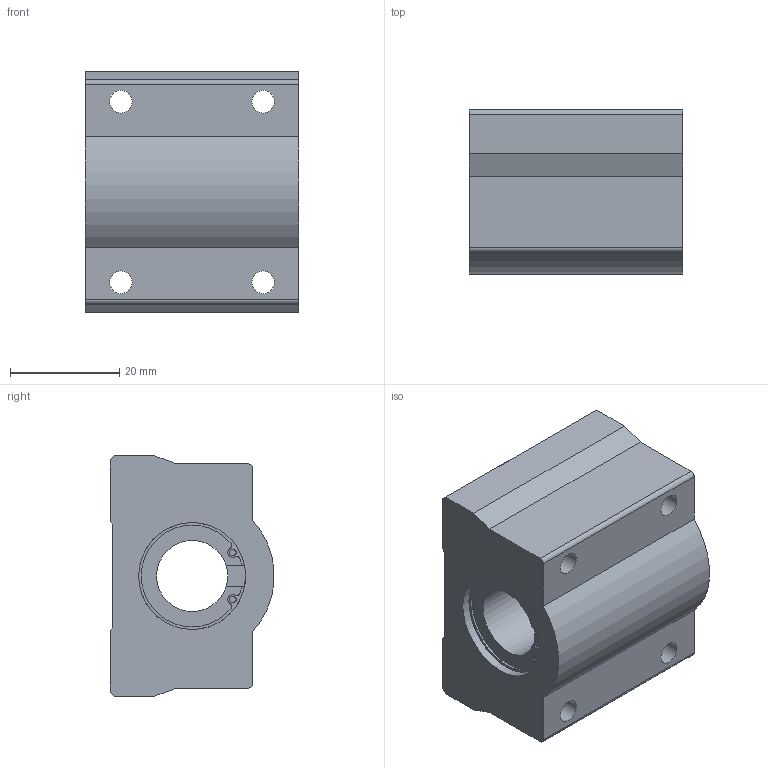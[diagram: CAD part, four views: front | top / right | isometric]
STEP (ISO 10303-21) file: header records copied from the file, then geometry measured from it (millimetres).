
FILE_DESCRIPTION( ( 'STEP AP203' ), '1' );
FILE_NAME( 'SC 13UU.stp', '2019-06-14T07:14:59', ( '' ), ( '' ), ' ', 'PARTsolutions', ' ' );
FILE_SCHEMA( ( 'CONFIG_CONTROL_DESIGN' ) );
Length unit declared in the file: millimetre
Products named in the file (1): _SC 13UU
Bounding box: 39 x 29.95 x 44 mm (x, y, z)
Volume: 37379.5 mm3; surface area: 10328.3 mm2
Topology: 1 solids, 1 shells, 75 faces, 201 edges, 132 vertices
Faces by surface type: plane 39, cylinder 32, cone 4
Full cylindrical faces by diameter (mm): 1.173 x4, 4.134 x4, 13 x1, 19.55 x2
Entity records: 2330 total; most frequent: DIRECTION 408, CARTESIAN_POINT 390, ORIENTED_EDGE 368, EDGE_CURVE 184, AXIS2_PLACEMENT_3D 148, VERTEX_POINT 130, LINE 112, VECTOR 112
